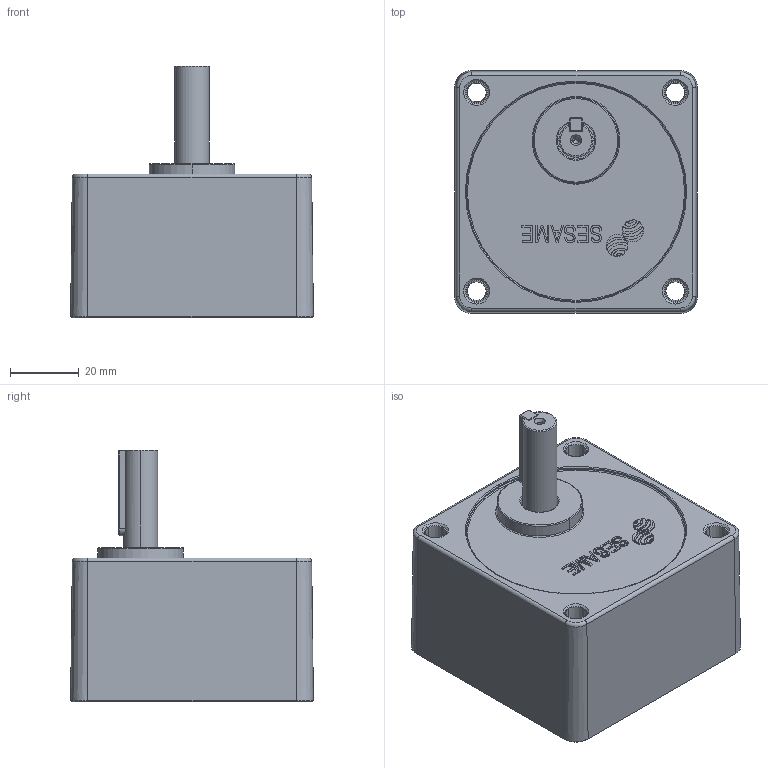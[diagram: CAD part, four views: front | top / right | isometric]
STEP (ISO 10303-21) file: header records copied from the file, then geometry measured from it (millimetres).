
FILE_DESCRIPTION (( 'STEP AP203' ), '1' );
FILE_NAME ('(¼Ð·Ç«~)3GN25-180KE.STEP', '2015-12-09T03:39:59', ( 'SE' ), ( 'SE' ), 'SwSTEP 2.0', 'SolidWorks 2010', '' );
FILE_SCHEMA (( 'CONFIG_CONTROL_DESIGN' ));
Length unit declared in the file: millimetre
Products named in the file (6): G364-HA_G364-HA1成品(銑工); 3GE側板_成品-內緣增1mm; (標準品)3GN25-180KE; 3GH_3-研磨; 丸頭十字螺絲M3x8_B18.6.7M - M3 x 0.5 x 8 Type I Cross Recessed PHMS --8C; 4x4xL_25L
Assembly tree (8 placements, depth 2):
  (標準品)3GN25-180KE
    丸頭十字螺絲M3x8_B18.6.7M - M3 x 0.5 x 8 Type I Cross Recessed PHMS --8C  x4
    3GE側板_成品-內緣增1mm
    4x4xL_25L
    G364-HA_G364-HA1成品(銑工)
    3GH_3-研磨
Bounding box: 70.88 x 70.88 x 73.5 mm (x, y, z)
Volume: 195705.3 mm3; surface area: 36883.8 mm2
Topology: 8 solids, 8 shells, 538 faces, 1358 edges, 873 vertices
Faces by surface type: cylinder 224, plane 187, cone 60, bspline 32, torus 27, sphere 8
Entity records: 16937 total; most frequent: CARTESIAN_POINT 5179, DIRECTION 2423, ORIENTED_EDGE 2252, EDGE_CURVE 1126, AXIS2_PLACEMENT_3D 949, VERTEX_POINT 729, VECTOR 525, LINE 525
